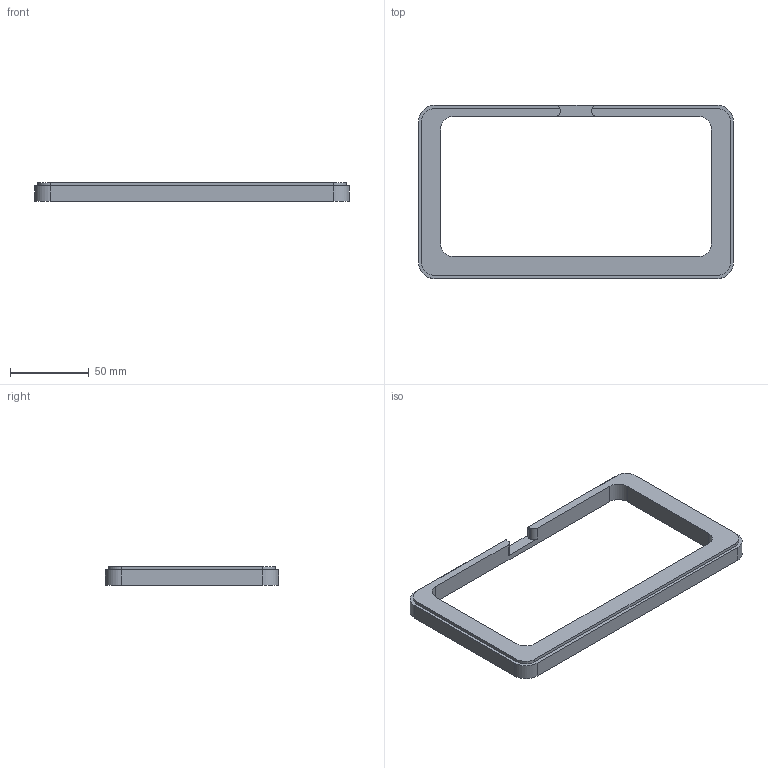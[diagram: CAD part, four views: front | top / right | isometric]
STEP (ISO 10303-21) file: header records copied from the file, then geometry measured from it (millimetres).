
FILE_DESCRIPTION (( 'STEP AP203' ), '1' );
FILE_NAME ('Þáêà 200õ110.STEP', '2022-01-09T23:40:31', ( 'Ïîëüçîâàòåëü Windows' ), ( '' ), 'SwSTEP 2.0', 'SolidWorks 2018', '' );
FILE_SCHEMA (( 'CONFIG_CONTROL_DESIGN' ));
Length unit declared in the file: millimetre
Products named in the file (1): Þáêà 200õ110
Bounding box: 200 x 110 x 12 mm (x, y, z)
Volume: 76378.8 mm3; surface area: 26362 mm2
Topology: 1 solids, 1 shells, 35 faces, 102 edges, 68 vertices
Faces by surface type: plane 19, cylinder 16
Entity records: 1251 total; most frequent: DIRECTION 208, CARTESIAN_POINT 206, ORIENTED_EDGE 204, EDGE_CURVE 102, AXIS2_PLACEMENT_3D 70, VERTEX_POINT 68, LINE 68, VECTOR 68
